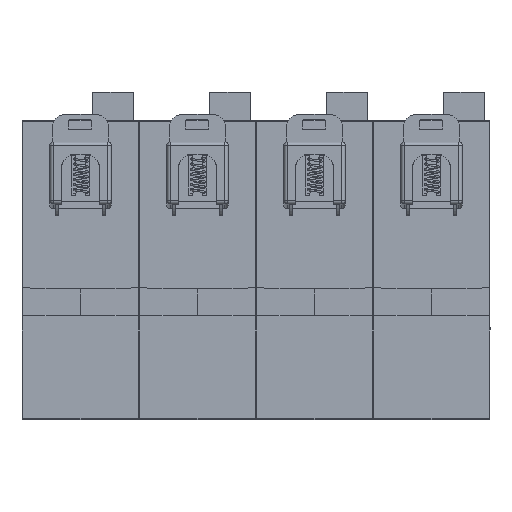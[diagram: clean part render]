
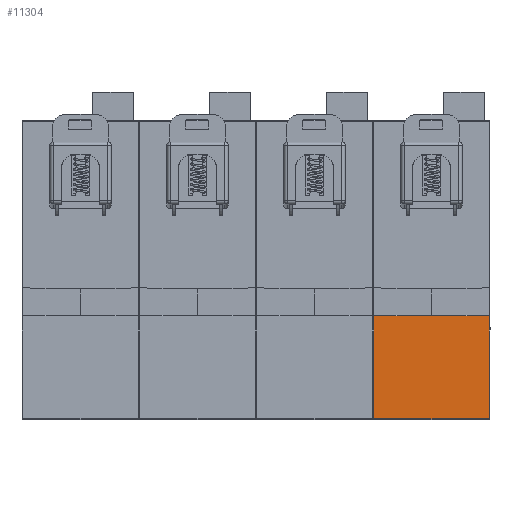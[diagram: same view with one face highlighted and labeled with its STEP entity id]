
A CAD part, top view. The second image highlights one B-rep face of the part: STEP entity #11304.
In plain terms, the highlighted planar face has unit normal (0, 0, 1).
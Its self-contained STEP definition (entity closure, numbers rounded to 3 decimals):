
#45 = CARTESIAN_POINT ( 'NONE',  ( -17.714, -45.292, 33.257 ) ) ;
#89 = VERTEX_POINT ( 'NONE', #3602 ) ;
#1019 = VECTOR ( 'NONE', #6817, 1000. ) ;
#1546 = VECTOR ( 'NONE', #20091, 1000. ) ;
#2752 = EDGE_CURVE ( '����������� ������� Defeature2_92+����������� ������� Defeature2_104+����������� ������� Defeature2_91+����������� ������� Defeature2_47', #19523, #21939, #23605, .T. ) ;
#3282 = DIRECTION ( 'NONE',  ( 0., 1., 0. ) ) ;
#3602 = CARTESIAN_POINT ( 'NONE',  ( -17.513, -13.92, 33.257 ) ) ;
#3853 = EDGE_CURVE ( '����������� ������� Defeature2_113+����������� ������� Defeature2_104+����������� ������� Defeature2_103+����������� ������� Defeature2_105', #24249, #89, #5726, .T. ) ;
#3924 = CARTESIAN_POINT ( 'NONE',  ( 0., -13.89, 33.257 ) ) ;
#5277 = ORIENTED_EDGE ( 'NONE', *, *, #22257, .F. ) ;
#5365 = LINE ( 'NONE', #10273, #20903 ) ;
#5726 = LINE ( 'NONE', #19576, #14903 ) ;
#6433 = DIRECTION ( 'NONE',  ( -1., 0., 0. ) ) ;
#6817 = DIRECTION ( 'NONE',  ( 1., 0.002, 0. ) ) ;
#7544 = PLANE ( 'NONE',  #23181 ) ;
#7789 = ORIENTED_EDGE ( 'NONE', *, *, #22975, .F. ) ;
#10273 = CARTESIAN_POINT ( 'NONE',  ( -17.714, -45.091, 33.257 ) ) ;
#10332 = CARTESIAN_POINT ( 'NONE',  ( 0., -13.89, 33.257 ) ) ;
#10931 = VERTEX_POINT ( 'NONE', #14443 ) ;
#11304 = ADVANCED_FACE ( '����������� ������� Defeature2_104', ( #21478 ), #7544, .F. ) ;
#11406 = LINE ( 'NONE', #14950, #1019 ) ;
#11652 = CARTESIAN_POINT ( 'NONE',  ( 17.513, -13.92, 33.257 ) ) ;
#13726 = VECTOR ( 'NONE', #22928, 1000. ) ;
#14443 = CARTESIAN_POINT ( 'NONE',  ( 17.513, -45.091, 33.257 ) ) ;
#14903 = VECTOR ( 'NONE', #3282, 1000. ) ;
#14950 = CARTESIAN_POINT ( 'NONE',  ( -17.513, -13.92, 33.257 ) ) ;
#15446 = DIRECTION ( 'NONE',  ( 0., 0., -1. ) ) ;
#15705 = EDGE_LOOP ( 'NONE', ( #5277, #23017, #7789, #20844, #18880 ) ) ;
#16096 = CARTESIAN_POINT ( 'NONE',  ( 17.513, -45.292, 33.257 ) ) ;
#16956 = EDGE_CURVE ( '����������� ������� Defeature2_89+����������� ������� Defeature2_104+����������� ������� Defeature2_47+����������� ������� Defeature2_45', #21939, #10931, #22169, .T. ) ;
#18775 = DIRECTION ( 'NONE',  ( -1., 0., 0. ) ) ;
#18880 = ORIENTED_EDGE ( 'NONE', *, *, #2752, .F. ) ;
#19523 = VERTEX_POINT ( 'NONE', #3924 ) ;
#19576 = CARTESIAN_POINT ( 'NONE',  ( -17.513, 0., 33.257 ) ) ;
#20091 = DIRECTION ( 'NONE',  ( 0., -1., 0. ) ) ;
#20844 = ORIENTED_EDGE ( 'NONE', *, *, #16956, .F. ) ;
#20903 = VECTOR ( 'NONE', #6433, 1000. ) ;
#21478 = FACE_OUTER_BOUND ( 'NONE', #15705, .T. ) ;
#21939 = VERTEX_POINT ( 'NONE', #11652 ) ;
#22169 = LINE ( 'NONE', #16096, #1546 ) ;
#22257 = EDGE_CURVE ( '����������� ������� Defeature2_91+����������� ������� Defeature2_104+����������� ������� Defeature2_105+����������� ������� Defeature2_92', #89, #19523, #11406, .T. ) ;
#22928 = DIRECTION ( 'NONE',  ( 1., -0.002, 0. ) ) ;
#22975 = EDGE_CURVE ( '����������� ������� Defeature2_90+����������� ������� Defeature2_104+����������� ������� Defeature2_45+����������� ������� Defeature2_103', #10931, #24249, #5365, .T. ) ;
#23017 = ORIENTED_EDGE ( 'NONE', *, *, #3853, .F. ) ;
#23181 = AXIS2_PLACEMENT_3D ( 'NONE', #45, #15446, #18775 ) ;
#23605 = LINE ( 'NONE', #10332, #13726 ) ;
#23990 = CARTESIAN_POINT ( 'NONE',  ( -17.513, -45.091, 33.257 ) ) ;
#24249 = VERTEX_POINT ( 'NONE', #23990 ) ;
